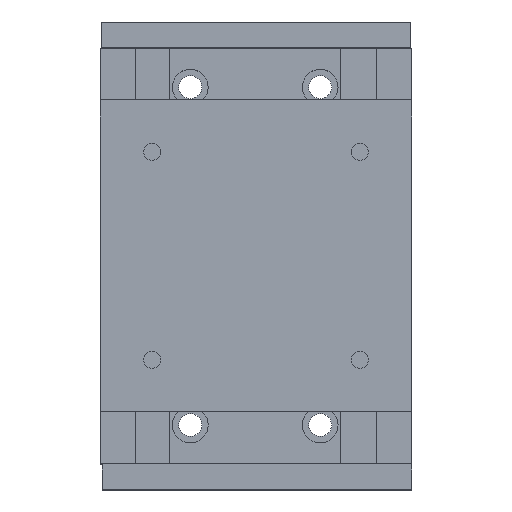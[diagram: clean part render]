
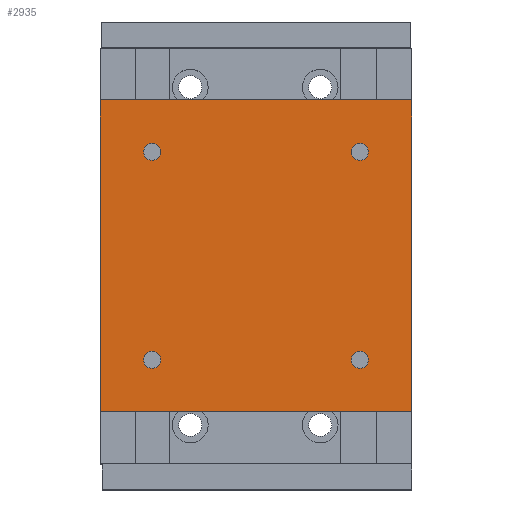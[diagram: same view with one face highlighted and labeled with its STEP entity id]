
A CAD part, top view. The second image highlights one B-rep face of the part: STEP entity #2935.
In plain terms, the highlighted planar face has unit normal (0, 0, 1).
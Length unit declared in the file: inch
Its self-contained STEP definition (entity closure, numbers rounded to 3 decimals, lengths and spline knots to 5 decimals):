
#2282=CARTESIAN_POINT('',(-0.918,-1.0,0.38125));
#2283=VERTEX_POINT('',#2282);
#2299=CARTESIAN_POINT('',(-1.082,-1.0,0.38125));
#2300=VERTEX_POINT('',#2299);
#2307=CARTESIAN_POINT('',(-1.0,-1.0,0.38125));
#2308=DIRECTION('',(0.0,0.0,-1.0));
#2309=DIRECTION('',(1.0,0.0,0.0));
#2310=AXIS2_PLACEMENT_3D('',#2307,#2308,#2309);
#2311=CIRCLE('',#2310,0.082);
#2312=EDGE_CURVE('',#2283,#2300,#2311,.T.);
#2345=CARTESIAN_POINT('',(1.082,1.0,0.38125));
#2346=VERTEX_POINT('',#2345);
#2362=CARTESIAN_POINT('',(0.918,1.0,0.38125));
#2363=VERTEX_POINT('',#2362);
#2370=CARTESIAN_POINT('',(1.0,1.0,0.38125));
#2371=DIRECTION('',(0.0,0.0,-1.0));
#2372=DIRECTION('',(1.0,0.0,0.0));
#2373=AXIS2_PLACEMENT_3D('',#2370,#2371,#2372);
#2374=CIRCLE('',#2373,0.082);
#2375=EDGE_CURVE('',#2346,#2363,#2374,.T.);
#2408=CARTESIAN_POINT('',(1.082,-1.0,0.38125));
#2409=VERTEX_POINT('',#2408);
#2425=CARTESIAN_POINT('',(0.918,-1.0,0.38125));
#2426=VERTEX_POINT('',#2425);
#2433=CARTESIAN_POINT('',(1.0,-1.0,0.38125));
#2434=DIRECTION('',(0.0,0.0,-1.0));
#2435=DIRECTION('',(1.0,0.0,0.0));
#2436=AXIS2_PLACEMENT_3D('',#2433,#2434,#2435);
#2437=CIRCLE('',#2436,0.082);
#2438=EDGE_CURVE('',#2409,#2426,#2437,.T.);
#2471=CARTESIAN_POINT('',(-0.918,1.0,0.38125));
#2472=VERTEX_POINT('',#2471);
#2488=CARTESIAN_POINT('',(-1.082,1.0,0.38125));
#2489=VERTEX_POINT('',#2488);
#2496=CARTESIAN_POINT('',(-1.0,1.0,0.38125));
#2497=DIRECTION('',(0.0,0.0,-1.0));
#2498=DIRECTION('',(1.0,0.0,0.0));
#2499=AXIS2_PLACEMENT_3D('',#2496,#2497,#2498);
#2500=CIRCLE('',#2499,0.082);
#2501=EDGE_CURVE('',#2472,#2489,#2500,.T.);
#2533=CARTESIAN_POINT('',(-1.0,1.0,0.38125));
#2534=DIRECTION('',(0.0,0.0,-1.0));
#2535=DIRECTION('',(1.0,0.0,0.0));
#2536=AXIS2_PLACEMENT_3D('',#2533,#2534,#2535);
#2537=CIRCLE('',#2536,0.082);
#2538=EDGE_CURVE('',#2489,#2472,#2537,.T.);
#2578=CARTESIAN_POINT('',(1.0,-1.0,0.38125));
#2579=DIRECTION('',(0.0,0.0,-1.0));
#2580=DIRECTION('',(1.0,0.0,0.0));
#2581=AXIS2_PLACEMENT_3D('',#2578,#2579,#2580);
#2582=CIRCLE('',#2581,0.082);
#2583=EDGE_CURVE('',#2426,#2409,#2582,.T.);
#2623=CARTESIAN_POINT('',(1.0,1.0,0.38125));
#2624=DIRECTION('',(0.0,0.0,-1.0));
#2625=DIRECTION('',(1.0,0.0,0.0));
#2626=AXIS2_PLACEMENT_3D('',#2623,#2624,#2625);
#2627=CIRCLE('',#2626,0.082);
#2628=EDGE_CURVE('',#2363,#2346,#2627,.T.);
#2668=CARTESIAN_POINT('',(-1.0,-1.0,0.38125));
#2669=DIRECTION('',(0.0,0.0,-1.0));
#2670=DIRECTION('',(1.0,0.0,0.0));
#2671=AXIS2_PLACEMENT_3D('',#2668,#2669,#2670);
#2672=CIRCLE('',#2671,0.082);
#2673=EDGE_CURVE('',#2300,#2283,#2672,.T.);
#2863=CARTESIAN_POINT('',(1.5,1.5,0.38125));
#2864=VERTEX_POINT('',#2863);
#2871=CARTESIAN_POINT('',(1.5,-1.5,0.38125));
#2872=VERTEX_POINT('',#2871);
#2873=CARTESIAN_POINT('',(1.5,-1.5,0.38125));
#2874=DIRECTION('',(0.0,1.0,0.0));
#2875=VECTOR('',#2874,3.0);
#2876=LINE('',#2873,#2875);
#2877=EDGE_CURVE('',#2872,#2864,#2876,.T.);
#2889=CARTESIAN_POINT('',(1.5,-1.5,0.38125));
#2890=DIRECTION('',(0.0,0.0,1.0));
#2891=DIRECTION('',(1.0,0.0,0.0));
#2892=AXIS2_PLACEMENT_3D('',#2889,#2890,#2891);
#2893=PLANE('',#2892);
#2894=CARTESIAN_POINT('',(-1.5,1.5,0.38125));
#2895=VERTEX_POINT('',#2894);
#2896=CARTESIAN_POINT('',(1.5,1.5,0.38125));
#2897=DIRECTION('',(-1.0,0.0,0.0));
#2898=VECTOR('',#2897,3.0);
#2899=LINE('',#2896,#2898);
#2900=EDGE_CURVE('',#2864,#2895,#2899,.T.);
#2901=ORIENTED_EDGE('',*,*,#2900,.T.);
#2902=CARTESIAN_POINT('',(-1.5,-1.5,0.38125));
#2903=VERTEX_POINT('',#2902);
#2904=CARTESIAN_POINT('',(-1.5,-1.5,0.38125));
#2905=DIRECTION('',(0.0,1.0,0.0));
#2906=VECTOR('',#2905,3.0);
#2907=LINE('',#2904,#2906);
#2908=EDGE_CURVE('',#2903,#2895,#2907,.T.);
#2909=ORIENTED_EDGE('',*,*,#2908,.F.);
#2910=CARTESIAN_POINT('',(1.5,-1.5,0.38125));
#2911=DIRECTION('',(-1.0,0.0,0.0));
#2912=VECTOR('',#2911,3.0);
#2913=LINE('',#2910,#2912);
#2914=EDGE_CURVE('',#2872,#2903,#2913,.T.);
#2915=ORIENTED_EDGE('',*,*,#2914,.F.);
#2916=ORIENTED_EDGE('',*,*,#2877,.T.);
#2917=EDGE_LOOP('',(#2901,#2909,#2915,#2916));
#2918=FACE_OUTER_BOUND('',#2917,.T.);
#2919=ORIENTED_EDGE('',*,*,#2501,.T.);
#2920=ORIENTED_EDGE('',*,*,#2538,.T.);
#2921=EDGE_LOOP('',(#2919,#2920));
#2922=FACE_BOUND('',#2921,.T.);
#2923=ORIENTED_EDGE('',*,*,#2438,.T.);
#2924=ORIENTED_EDGE('',*,*,#2583,.T.);
#2925=EDGE_LOOP('',(#2923,#2924));
#2926=FACE_BOUND('',#2925,.T.);
#2927=ORIENTED_EDGE('',*,*,#2375,.T.);
#2928=ORIENTED_EDGE('',*,*,#2628,.T.);
#2929=EDGE_LOOP('',(#2927,#2928));
#2930=FACE_BOUND('',#2929,.T.);
#2931=ORIENTED_EDGE('',*,*,#2312,.T.);
#2932=ORIENTED_EDGE('',*,*,#2673,.T.);
#2933=EDGE_LOOP('',(#2931,#2932));
#2934=FACE_BOUND('',#2933,.T.);
#2935=ADVANCED_FACE('',(#2918,#2922,#2926,#2930,#2934),#2893,.T.);
